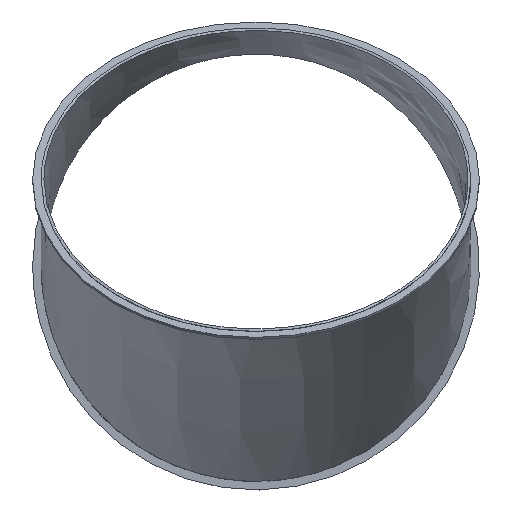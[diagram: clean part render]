
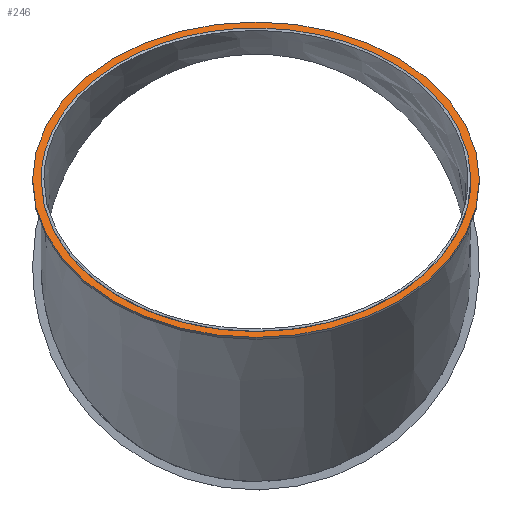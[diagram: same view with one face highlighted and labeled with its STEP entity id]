
A CAD part, top view. The second image highlights one B-rep face of the part: STEP entity #246.
In plain terms, the highlighted planar face has unit normal (0, 0.707, 0.707).
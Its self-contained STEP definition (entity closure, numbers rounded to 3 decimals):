
#73=CARTESIAN_POINT('',(-151.5,60.998,147.263));
#74=VERTEX_POINT('',#73);
#84=CARTESIAN_POINT('',(151.5,60.998,147.263));
#85=VERTEX_POINT('',#84);
#128=CARTESIAN_POINT('',(-157.5,60.998,147.263));
#129=VERTEX_POINT('',#128);
#130=CARTESIAN_POINT('',(0.0,60.998,147.263));
#131=DIRECTION('',(0.0,0.707,0.707));
#132=DIRECTION('',(1.0,0.0,0.0));
#133=AXIS2_PLACEMENT_3D('',#130,#131,#132);
#134=CIRCLE('',#133,157.5);
#135=EDGE_CURVE('',#129,#129,#134,.T.);
#186=CARTESIAN_POINT('',(0.0,60.998,147.263));
#187=DIRECTION('',(0.0,0.707,0.707));
#188=DIRECTION('',(1.0,0.0,0.0));
#189=AXIS2_PLACEMENT_3D('',#186,#187,#188);
#190=PLANE('',#189);
#191=ORIENTED_EDGE('',*,*,#135,.T.);
#192=EDGE_LOOP('',(#191));
#193=FACE_OUTER_BOUND('',#192,.T.);
#194=CARTESIAN_POINT('',(151.498,60.998,147.263));
#195=CARTESIAN_POINT('',(151.498,61.438,146.823));
#196=CARTESIAN_POINT('',(151.494,61.878,146.383));
#197=CARTESIAN_POINT('',(151.244,76.311,131.95));
#198=CARTESIAN_POINT('',(147.143,90.056,118.205));
#199=CARTESIAN_POINT('',(131.755,115.684,92.577));
#200=CARTESIAN_POINT('',(120.596,127.321,80.94));
#201=CARTESIAN_POINT('',(93.684,146.162,62.099));
#202=CARTESIAN_POINT('',(77.318,154.353,53.908));
#203=CARTESIAN_POINT('',(39.253,165.407,42.854));
#204=CARTESIAN_POINT('',(19.73,168.122,40.139));
#205=CARTESIAN_POINT('',(-20.912,168.128,40.133));
#206=CARTESIAN_POINT('',(-40.393,165.081,43.18));
#207=CARTESIAN_POINT('',(-73.917,155.34,52.921));
#208=CARTESIAN_POINT('',(-90.932,148.018,60.243));
#209=CARTESIAN_POINT('',(-120.347,127.557,80.704));
#210=CARTESIAN_POINT('',(-131.592,115.898,92.363));
#211=CARTESIAN_POINT('',(-147.124,90.142,118.119));
#212=CARTESIAN_POINT('',(-151.244,76.304,131.957));
#213=CARTESIAN_POINT('',(-151.497,61.878,146.383));
#214=CARTESIAN_POINT('',(-151.5,61.438,146.823));
#215=CARTESIAN_POINT('',(-151.5,60.998,147.263));
#216=B_SPLINE_CURVE_WITH_KNOTS('',3,(#194,#195,#196,#197,#198,#199,#200,#201,#202,#203,#204,#205,#206,#207,#208,#209,#210,#211,#212,#213,#214,#215),.UNSPECIFIED.,.F.,.U.,(4,2,2,2,2,2,2,2,2,2,4),(-53.399,-53.165,-45.723,-38.287,-31.414,-25.044,-18.293,-11.862,-5.934,0.0,0.187),.UNSPECIFIED.);
#217=EDGE_CURVE('',#85,#74,#216,.T.);
#218=ORIENTED_EDGE('',*,*,#217,.F.);
#219=CARTESIAN_POINT('',(-151.5,60.998,147.263));
#220=CARTESIAN_POINT('',(-151.5,60.558,147.703));
#221=CARTESIAN_POINT('',(-151.497,60.119,148.142));
#222=CARTESIAN_POINT('',(-151.244,45.673,162.588));
#223=CARTESIAN_POINT('',(-147.111,31.813,176.448));
#224=CARTESIAN_POINT('',(-131.56,6.064,202.197));
#225=CARTESIAN_POINT('',(-120.315,-5.583,213.844));
#226=CARTESIAN_POINT('',(-91.034,-25.953,234.214));
#227=CARTESIAN_POINT('',(-74.053,-33.305,241.566));
#228=CARTESIAN_POINT('',(-40.4,-43.082,251.343));
#229=CARTESIAN_POINT('',(-20.921,-46.132,254.393));
#230=CARTESIAN_POINT('',(19.729,-46.125,254.386));
#231=CARTESIAN_POINT('',(39.253,-43.41,251.671));
#232=CARTESIAN_POINT('',(77.346,-32.349,240.61));
#233=CARTESIAN_POINT('',(93.704,-24.15,232.411));
#234=CARTESIAN_POINT('',(120.593,-5.327,213.588));
#235=CARTESIAN_POINT('',(131.764,6.315,201.946));
#236=CARTESIAN_POINT('',(146.624,31.085,177.176));
#237=CARTESIAN_POINT('',(151.227,44.776,163.485));
#238=CARTESIAN_POINT('',(151.494,60.119,148.142));
#239=CARTESIAN_POINT('',(151.498,60.558,147.703));
#240=CARTESIAN_POINT('',(151.498,60.998,147.263));
#241=B_SPLINE_CURVE_WITH_KNOTS('',3,(#219,#220,#221,#222,#223,#224,#225,#226,#227,#228,#229,#230,#231,#232,#233,#234,#235,#236,#237,#238,#239,#240),.UNSPECIFIED.,.F.,.U.,(4,2,2,2,2,2,2,2,2,2,4),(-0.187,0.,5.943,11.863,18.258,24.913,31.189,37.97,45.322,52.172,52.375),.UNSPECIFIED.);
#242=EDGE_CURVE('',#74,#85,#241,.T.);
#243=ORIENTED_EDGE('',*,*,#242,.F.);
#244=EDGE_LOOP('',(#218,#243));
#245=FACE_BOUND('',#244,.T.);
#246=ADVANCED_FACE('',(#193,#245),#190,.T.);
